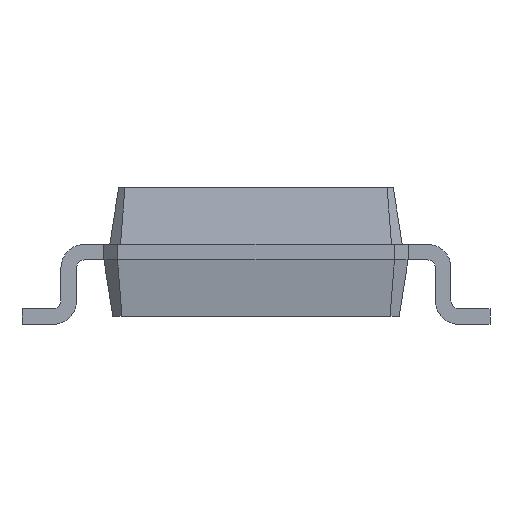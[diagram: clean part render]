
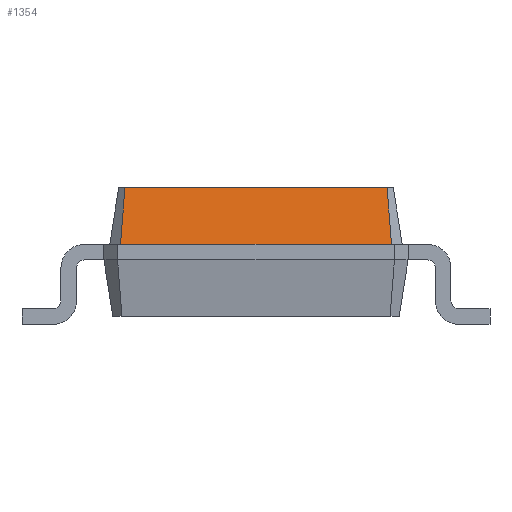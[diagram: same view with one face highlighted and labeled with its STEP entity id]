
A CAD part, front view. The second image highlights one B-rep face of the part: STEP entity #1354.
In plain terms, the highlighted free-form (B-spline) face has degree [1, 1] with [2, 2] control points.
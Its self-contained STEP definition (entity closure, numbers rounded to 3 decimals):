
#930 = CARTESIAN_POINT ( 'NONE',  ( 1.737, -4.875, 1.025 ) ) ;
#1354 = ADVANCED_FACE ( 'NONE', ( #8137 ), #8193, .F. ) ;
#2122 = VERTEX_POINT ( 'NONE', #11197 ) ;
#2308 = EDGE_CURVE ( 'NONE', #7926, #2122, #6193, .T. ) ;
#2578 = LINE ( 'NONE', #9254, #10290 ) ;
#2777 = EDGE_CURVE ( 'NONE', #2122, #7357, #9962, .T. ) ;
#3082 = VECTOR ( 'NONE', #6335, 1000. ) ;
#3249 = EDGE_LOOP ( 'NONE', ( #10491, #6524, #11025, #7604 ) ) ;
#3479 = CARTESIAN_POINT ( 'NONE',  ( 1.737, -4.875, 1.025 ) ) ;
#3614 = CARTESIAN_POINT ( 'NONE',  ( -1.737, -4.875, 1.025 ) ) ;
#4387 = EDGE_CURVE ( 'NONE', #5692, #7357, #2578, .T. ) ;
#4738 = B_SPLINE_CURVE_WITH_KNOTS ( 'NONE', 1,
 ( #12217, #9110 ),
 .UNSPECIFIED., .F., .F.,
 ( 2, 2 ),
 ( 0., 1. ),
 .UNSPECIFIED. ) ;
#5692 = VERTEX_POINT ( 'NONE', #11822 ) ;
#6193 = LINE ( 'NONE', #930, #3082 ) ;
#6335 = DIRECTION ( 'NONE',  ( -1., 0., 0. ) ) ;
#6524 = ORIENTED_EDGE ( 'NONE', *, *, #4387, .T. ) ;
#6576 = CARTESIAN_POINT ( 'NONE',  ( -1.68, -4.76, 1.75 ) ) ;
#7357 = VERTEX_POINT ( 'NONE', #12623 ) ;
#7604 = ORIENTED_EDGE ( 'NONE', *, *, #2308, .F. ) ;
#7926 = VERTEX_POINT ( 'NONE', #9423 ) ;
#8137 = FACE_OUTER_BOUND ( 'NONE', #3249, .T. ) ;
#8193 = B_SPLINE_SURFACE_WITH_KNOTS ( 'NONE', 1, 1, ( 
 ( #3479, #9892 ),
 ( #13233, #6576 ) ),
 .UNSPECIFIED., .F., .F., .F.,
 ( 2, 2 ),
 ( 2, 2 ),
 ( 0., 3.475 ),
 ( 0., 1. ),
 .UNSPECIFIED. ) ;
#9110 = CARTESIAN_POINT ( 'NONE',  ( 1.68, -4.76, 1.75 ) ) ;
#9254 = CARTESIAN_POINT ( 'NONE',  ( 1.68, -4.76, 1.75 ) ) ;
#9423 = CARTESIAN_POINT ( 'NONE',  ( 1.737, -4.875, 1.025 ) ) ;
#9892 = CARTESIAN_POINT ( 'NONE',  ( 1.68, -4.76, 1.75 ) ) ;
#9962 = B_SPLINE_CURVE_WITH_KNOTS ( 'NONE', 1,
 ( #3614, #13467 ),
 .UNSPECIFIED., .F., .F.,
 ( 2, 2 ),
 ( 0., 1. ),
 .UNSPECIFIED. ) ;
#10290 = VECTOR ( 'NONE', #12626, 1000. ) ;
#10491 = ORIENTED_EDGE ( 'NONE', *, *, #11912, .T. ) ;
#11025 = ORIENTED_EDGE ( 'NONE', *, *, #2777, .F. ) ;
#11197 = CARTESIAN_POINT ( 'NONE',  ( -1.737, -4.875, 1.025 ) ) ;
#11822 = CARTESIAN_POINT ( 'NONE',  ( 1.68, -4.76, 1.75 ) ) ;
#11912 = EDGE_CURVE ( 'NONE', #7926, #5692, #4738, .T. ) ;
#12217 = CARTESIAN_POINT ( 'NONE',  ( 1.737, -4.875, 1.025 ) ) ;
#12623 = CARTESIAN_POINT ( 'NONE',  ( -1.68, -4.76, 1.75 ) ) ;
#12626 = DIRECTION ( 'NONE',  ( -1., 0., 0. ) ) ;
#13233 = CARTESIAN_POINT ( 'NONE',  ( -1.737, -4.875, 1.025 ) ) ;
#13467 = CARTESIAN_POINT ( 'NONE',  ( -1.68, -4.76, 1.75 ) ) ;
